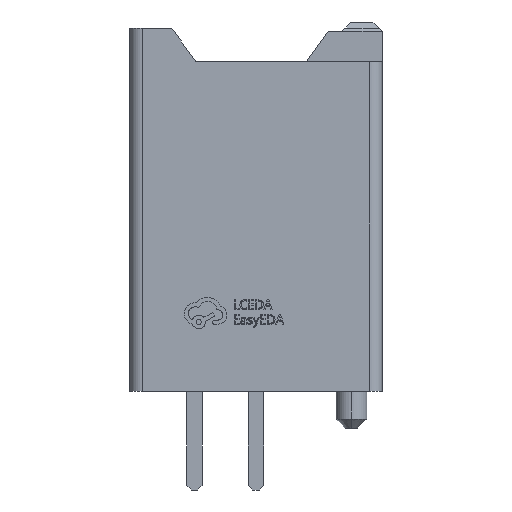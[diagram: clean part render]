
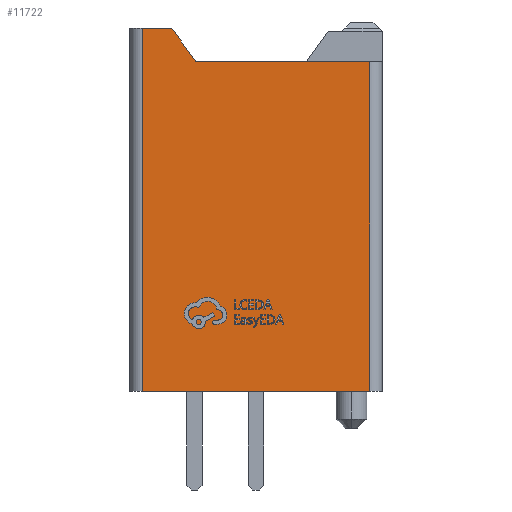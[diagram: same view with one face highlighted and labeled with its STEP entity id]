
A CAD part, left-side view. The second image highlights one B-rep face of the part: STEP entity #11722.
In plain terms, the highlighted planar face has unit normal (-1, 0, 0).
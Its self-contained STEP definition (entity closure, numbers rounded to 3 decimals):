
#313 = CARTESIAN_POINT ( 'NONE',  ( -8., 1.678, 11.717 ) ) ;
#564 = CARTESIAN_POINT ( 'NONE',  ( -8., 2.7, 0. ) ) ;
#591 = ORIENTED_EDGE ( 'NONE', *, *, #2409, .T. ) ;
#981 = LINE ( 'NONE', #23878, #15408 ) ;
#1048 = VECTOR ( 'NONE', #13710, 1000. ) ;
#2095 = CARTESIAN_POINT ( 'NONE',  ( -8., 0.952, 10.716 ) ) ;
#2409 = EDGE_CURVE ( 'NONE', #26074, #8726, #6761, .T. ) ;
#2741 = DIRECTION ( 'NONE',  ( 0., -1., 0. ) ) ;
#2803 = CARTESIAN_POINT ( 'NONE',  ( -8., -4.7, 10.716 ) ) ;
#2990 = CARTESIAN_POINT ( 'NONE',  ( -8., -4.7, 12. ) ) ;
#4254 = PLANE ( 'NONE',  #17666 ) ;
#4762 = LINE ( 'NONE', #2990, #13663 ) ;
#5108 = EDGE_CURVE ( 'NONE', #9285, #5688, #9515, .T. ) ;
#5387 = LINE ( 'NONE', #17659, #1048 ) ;
#5551 = ORIENTED_EDGE ( 'NONE', *, *, #16306, .T. ) ;
#5602 = ORIENTED_EDGE ( 'NONE', *, *, #20233, .T. ) ;
#5688 = VERTEX_POINT ( 'NONE', #22939 ) ;
#5891 = DIRECTION ( 'NONE',  ( 0., 0., -1. ) ) ;
#6327 = AXIS2_PLACEMENT_3D ( 'NONE', #7811, #16127, #24401 ) ;
#6761 = LINE ( 'NONE', #8963, #25820 ) ;
#6804 = DIRECTION ( 'NONE',  ( 0., 0., -1. ) ) ;
#7094 = ORIENTED_EDGE ( 'NONE', *, *, #5108, .T. ) ;
#7811 = CARTESIAN_POINT ( 'NONE',  ( -8., 1.84, 11.6 ) ) ;
#7964 = VERTEX_POINT ( 'NONE', #313 ) ;
#8726 = VERTEX_POINT ( 'NONE', #2095 ) ;
#8963 = CARTESIAN_POINT ( 'NONE',  ( -8., -2.634, 10.716 ) ) ;
#9285 = VERTEX_POINT ( 'NONE', #25651 ) ;
#9515 = LINE ( 'NONE', #13705, #14524 ) ;
#10034 = EDGE_CURVE ( 'NONE', #26074, #26430, #4762, .T. ) ;
#11066 = LINE ( 'NONE', #564, #26767 ) ;
#11722 = ADVANCED_FACE ( 'NONE', ( #25054 ), #4254, .F. ) ;
#13472 = ORIENTED_EDGE ( 'NONE', *, *, #14205, .T. ) ;
#13663 = VECTOR ( 'NONE', #6804, 1000. ) ;
#13705 = CARTESIAN_POINT ( 'NONE',  ( -8., 2.7, 12. ) ) ;
#13710 = DIRECTION ( 'NONE',  ( 0., 1., 0. ) ) ;
#13877 = VERTEX_POINT ( 'NONE', #16888 ) ;
#14205 = EDGE_CURVE ( 'NONE', #13877, #9285, #5387, .T. ) ;
#14369 = EDGE_LOOP ( 'NONE', ( #15967, #5602, #13472, #7094, #5551, #16965, #591 ) ) ;
#14524 = VECTOR ( 'NONE', #19434, 1000. ) ;
#15408 = VECTOR ( 'NONE', #19637, 1000. ) ;
#15967 = ORIENTED_EDGE ( 'NONE', *, *, #24294, .T. ) ;
#16127 = DIRECTION ( 'NONE',  ( -1., 0., 0. ) ) ;
#16306 = EDGE_CURVE ( 'NONE', #5688, #26430, #11066, .T. ) ;
#16769 = DIRECTION ( 'NONE',  ( 1., 0., 0. ) ) ;
#16888 = CARTESIAN_POINT ( 'NONE',  ( -8., 1.84, 11.8 ) ) ;
#16965 = ORIENTED_EDGE ( 'NONE', *, *, #10034, .F. ) ;
#17659 = CARTESIAN_POINT ( 'NONE',  ( -8., 1.738, 11.8 ) ) ;
#17666 = AXIS2_PLACEMENT_3D ( 'NONE', #20850, #16769, #5891 ) ;
#19434 = DIRECTION ( 'NONE',  ( 0., 0., -1. ) ) ;
#19637 = DIRECTION ( 'NONE',  ( 0., 0.587, 0.81 ) ) ;
#19838 = DIRECTION ( 'NONE',  ( 0., 1., 0. ) ) ;
#20233 = EDGE_CURVE ( 'NONE', #7964, #13877, #24155, .T. ) ;
#20458 = CARTESIAN_POINT ( 'NONE',  ( -8., -4.7, 0. ) ) ;
#20850 = CARTESIAN_POINT ( 'NONE',  ( -8., 2.7, 12. ) ) ;
#22939 = CARTESIAN_POINT ( 'NONE',  ( -8., 2.7, 0. ) ) ;
#23878 = CARTESIAN_POINT ( 'NONE',  ( -8., 0.952, 10.716 ) ) ;
#24155 = CIRCLE ( 'NONE', #6327, 0.2 ) ;
#24294 = EDGE_CURVE ( 'NONE', #8726, #7964, #981, .T. ) ;
#24401 = DIRECTION ( 'NONE',  ( 0., 0., -1. ) ) ;
#25054 = FACE_OUTER_BOUND ( 'NONE', #14369, .T. ) ;
#25651 = CARTESIAN_POINT ( 'NONE',  ( -8., 2.7, 11.8 ) ) ;
#25820 = VECTOR ( 'NONE', #19838, 1000. ) ;
#26074 = VERTEX_POINT ( 'NONE', #2803 ) ;
#26430 = VERTEX_POINT ( 'NONE', #20458 ) ;
#26767 = VECTOR ( 'NONE', #2741, 1000. ) ;
